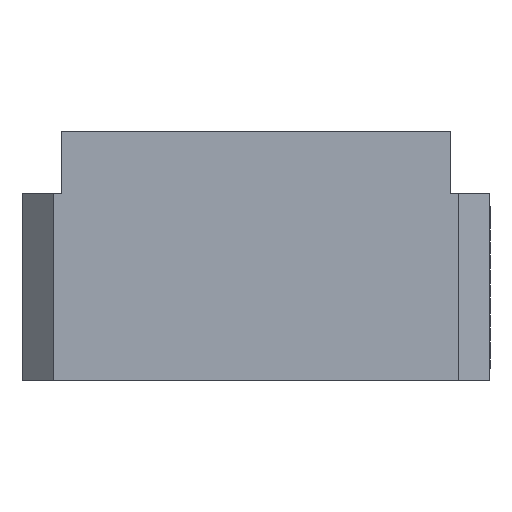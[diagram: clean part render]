
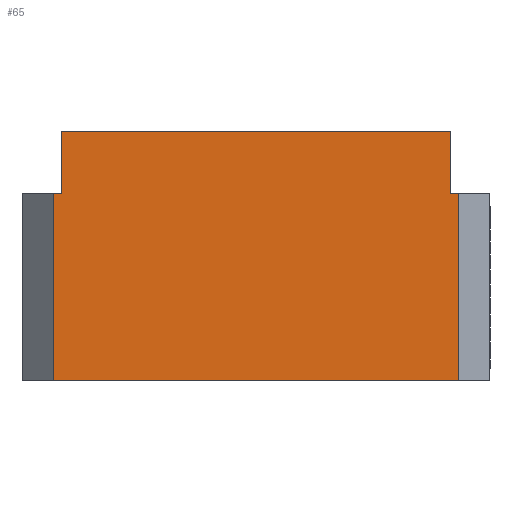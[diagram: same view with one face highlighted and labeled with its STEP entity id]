
A CAD part, front view. The second image highlights one B-rep face of the part: STEP entity #65.
In plain terms, the highlighted planar face has unit normal (0, -1, 0).
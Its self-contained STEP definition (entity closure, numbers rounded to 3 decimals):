
#51 = VECTOR ( 'NONE', #2045, 1000. ) ;
#65 = ADVANCED_FACE ( 'NONE', ( #655 ), #1858, .F. ) ;
#89 = ORIENTED_EDGE ( 'NONE', *, *, #1402, .F. ) ;
#115 = CARTESIAN_POINT ( 'NONE',  ( 13., -5., 12. ) ) ;
#188 = DIRECTION ( 'NONE',  ( 1., 0., 0. ) ) ;
#239 = CARTESIAN_POINT ( 'NONE',  ( 12.5, -5., 16. ) ) ;
#374 = ORIENTED_EDGE ( 'NONE', *, *, #473, .T. ) ;
#377 = LINE ( 'NONE', #1986, #2048 ) ;
#440 = CARTESIAN_POINT ( 'NONE',  ( 12.5, -5., 16. ) ) ;
#446 = DIRECTION ( 'NONE',  ( 0., 1., 0. ) ) ;
#464 = EDGE_CURVE ( 'NONE', #850, #573, #377, .T. ) ;
#473 = EDGE_CURVE ( 'NONE', #850, #2114, #1803, .T. ) ;
#497 = EDGE_CURVE ( 'NONE', #1932, #573, #2666, .T. ) ;
#512 = ORIENTED_EDGE ( 'NONE', *, *, #1948, .T. ) ;
#527 = VECTOR ( 'NONE', #1205, 1000. ) ;
#559 = CARTESIAN_POINT ( 'NONE',  ( 13., -5., 0. ) ) ;
#573 = VERTEX_POINT ( 'NONE', #440 ) ;
#578 = VECTOR ( 'NONE', #1212, 1000. ) ;
#603 = CARTESIAN_POINT ( 'NONE',  ( -12.5, -5., 12. ) ) ;
#655 = FACE_OUTER_BOUND ( 'NONE', #1463, .T. ) ;
#672 = VECTOR ( 'NONE', #188, 1000. ) ;
#764 = CARTESIAN_POINT ( 'NONE',  ( -15., -5., 12. ) ) ;
#773 = CARTESIAN_POINT ( 'NONE',  ( -12.5, -5., 16. ) ) ;
#779 = ORIENTED_EDGE ( 'NONE', *, *, #814, .T. ) ;
#781 = LINE ( 'NONE', #1602, #527 ) ;
#808 = EDGE_CURVE ( 'NONE', #2536, #1168, #809, .T. ) ;
#809 = LINE ( 'NONE', #1229, #578 ) ;
#814 = EDGE_CURVE ( 'NONE', #1168, #1224, #2054, .T. ) ;
#850 = VERTEX_POINT ( 'NONE', #1025 ) ;
#876 = VECTOR ( 'NONE', #2667, 1000. ) ;
#911 = CARTESIAN_POINT ( 'NONE',  ( -13., -5., 12. ) ) ;
#1025 = CARTESIAN_POINT ( 'NONE',  ( -12.5, -5., 16. ) ) ;
#1168 = VERTEX_POINT ( 'NONE', #2644 ) ;
#1170 = CARTESIAN_POINT ( 'NONE',  ( 12.5, -5., 12. ) ) ;
#1180 = VECTOR ( 'NONE', #1890, 1000. ) ;
#1205 = DIRECTION ( 'NONE',  ( 0., 0., 1. ) ) ;
#1212 = DIRECTION ( 'NONE',  ( 0., 0., -1. ) ) ;
#1224 = VERTEX_POINT ( 'NONE', #559 ) ;
#1229 = CARTESIAN_POINT ( 'NONE',  ( -13., -5., 0. ) ) ;
#1402 = EDGE_CURVE ( 'NONE', #1932, #2580, #2505, .T. ) ;
#1463 = EDGE_LOOP ( 'NONE', ( #779, #512, #89, #2150, #2064, #374, #1491, #2463 ) ) ;
#1491 = ORIENTED_EDGE ( 'NONE', *, *, #1648, .F. ) ;
#1602 = CARTESIAN_POINT ( 'NONE',  ( 13., -5., 12. ) ) ;
#1648 = EDGE_CURVE ( 'NONE', #2536, #2114, #1843, .T. ) ;
#1671 = CARTESIAN_POINT ( 'NONE',  ( 0., -5., 12. ) ) ;
#1777 = DIRECTION ( 'NONE',  ( 1., 0., 0. ) ) ;
#1803 = LINE ( 'NONE', #773, #51 ) ;
#1843 = LINE ( 'NONE', #764, #876 ) ;
#1858 = PLANE ( 'NONE',  #1964 ) ;
#1890 = DIRECTION ( 'NONE',  ( 1., 0., 0. ) ) ;
#1932 = VERTEX_POINT ( 'NONE', #1170 ) ;
#1948 = EDGE_CURVE ( 'NONE', #1224, #2580, #781, .T. ) ;
#1964 = AXIS2_PLACEMENT_3D ( 'NONE', #239, #446, #2491 ) ;
#1986 = CARTESIAN_POINT ( 'NONE',  ( 12.5, -5., 16. ) ) ;
#2045 = DIRECTION ( 'NONE',  ( 0., 0., -1. ) ) ;
#2048 = VECTOR ( 'NONE', #1777, 1000. ) ;
#2054 = LINE ( 'NONE', #2674, #672 ) ;
#2064 = ORIENTED_EDGE ( 'NONE', *, *, #464, .F. ) ;
#2114 = VERTEX_POINT ( 'NONE', #603 ) ;
#2150 = ORIENTED_EDGE ( 'NONE', *, *, #497, .T. ) ;
#2268 = VECTOR ( 'NONE', #2471, 1000. ) ;
#2279 = CARTESIAN_POINT ( 'NONE',  ( 12.5, -5., 1.692 ) ) ;
#2463 = ORIENTED_EDGE ( 'NONE', *, *, #808, .T. ) ;
#2471 = DIRECTION ( 'NONE',  ( 0., 0., 1. ) ) ;
#2491 = DIRECTION ( 'NONE',  ( -1., 0., 0. ) ) ;
#2505 = LINE ( 'NONE', #1671, #1180 ) ;
#2536 = VERTEX_POINT ( 'NONE', #911 ) ;
#2580 = VERTEX_POINT ( 'NONE', #115 ) ;
#2644 = CARTESIAN_POINT ( 'NONE',  ( -13., -5., 0. ) ) ;
#2666 = LINE ( 'NONE', #2279, #2268 ) ;
#2667 = DIRECTION ( 'NONE',  ( 1., 0., 0. ) ) ;
#2674 = CARTESIAN_POINT ( 'NONE',  ( 12.5, -5., 0. ) ) ;
